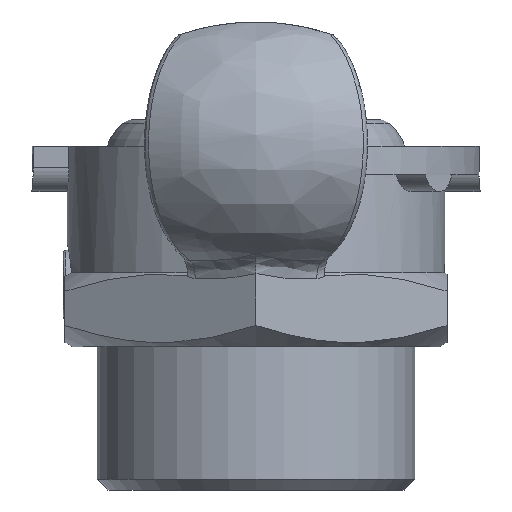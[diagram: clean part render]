
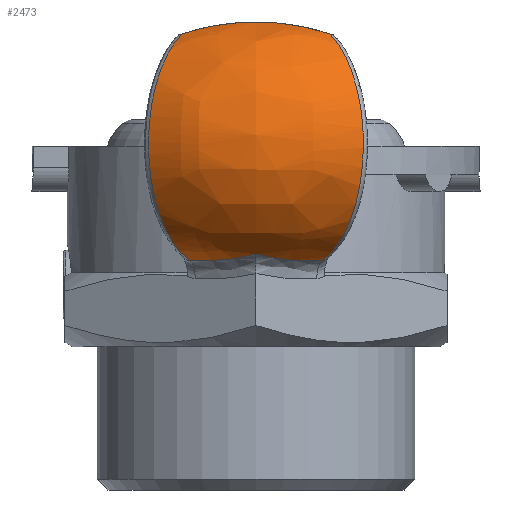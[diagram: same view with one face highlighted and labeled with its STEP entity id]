
A CAD part, left-side view. The second image highlights one B-rep face of the part: STEP entity #2473.
In plain terms, the highlighted free-form (B-spline) face has degree [2, 2] with [5, 3] control points.
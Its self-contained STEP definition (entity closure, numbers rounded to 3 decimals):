
#43=(
BOUNDED_SURFACE()
B_SPLINE_SURFACE(2,2,((#4321,#4322,#4323),(#4324,#4325,#4326),(#4327,#4328,
#4329),(#4330,#4331,#4332),(#4333,#4334,#4335)),.UNSPECIFIED.,.F.,.F.,.F.)
B_SPLINE_SURFACE_WITH_KNOTS((3,2,3),(3,3),(-1.233,0.072,
1.377),(-0.653,0.653),.UNSPECIFIED.)
GEOMETRIC_REPRESENTATION_ITEM()
RATIONAL_B_SPLINE_SURFACE(((1.,0.794,1.),(0.795,
0.631,0.795),(1.,0.794,1.),(0.795,
0.631,0.795),(1.,0.794,1.)))
REPRESENTATION_ITEM('')
SURFACE()
);
#201=FACE_OUTER_BOUND('',#341,.T.);
#341=EDGE_LOOP('',(#1701,#1702,#1703,#1704,#1705,#1706));
#846=B_SPLINE_CURVE_WITH_KNOTS('',3,(#3869,#3870,#3871,#3872),
 .UNSPECIFIED.,.F.,.F.,(4,4),(-0.858,0.),
 .UNSPECIFIED.);
#847=B_SPLINE_CURVE_WITH_KNOTS('',3,(#3896,#3897,#3898,#3899),
 .UNSPECIFIED.,.F.,.F.,(4,4),(0.,0.858),
 .UNSPECIFIED.);
#859=B_SPLINE_CURVE_WITH_KNOTS('',3,(#4090,#4091,#4092,#4093,#4094,#4095,
#4096,#4097),.UNSPECIFIED.,.F.,.F.,(4,1,1,1,1,4),(-3.183,-2.957,
-2.114,-1.271,-0.849,-0.428),
 .UNSPECIFIED.);
#872=B_SPLINE_CURVE_WITH_KNOTS('',3,(#4337,#4338,#4339,#4340,#4341,#4342,
#4343,#4344),.UNSPECIFIED.,.F.,.F.,(4,2,2,4),(4.89,5.083,
5.368,5.653),.UNSPECIFIED.);
#873=B_SPLINE_CURVE_WITH_KNOTS('',3,(#4346,#4347,#4348,#4349,#4350,#4351,
#4352,#4353),.UNSPECIFIED.,.F.,.F.,(4,2,2,4),(5.653,5.937,
6.222,6.415),.UNSPECIFIED.);
#874=B_SPLINE_CURVE_WITH_KNOTS('',3,(#4354,#4355,#4356,#4357,#4358,#4359,
#4360,#4361),.UNSPECIFIED.,.F.,.F.,(4,1,1,1,1,4),(-3.517,-3.095,
-2.252,-1.409,-0.987,-0.762),
 .UNSPECIFIED.);
#970=VERTEX_POINT('',#3850);
#973=VERTEX_POINT('',#3858);
#975=VERTEX_POINT('',#3894);
#982=VERTEX_POINT('',#4073);
#1000=VERTEX_POINT('',#4336);
#1001=VERTEX_POINT('',#4345);
#1240=EDGE_CURVE('',#973,#970,#846,.T.);
#1242=EDGE_CURVE('',#975,#973,#847,.T.);
#1254=EDGE_CURVE('',#982,#975,#859,.T.);
#1279=EDGE_CURVE('',#982,#1000,#872,.T.);
#1280=EDGE_CURVE('',#1000,#1001,#873,.T.);
#1281=EDGE_CURVE('',#970,#1001,#874,.T.);
#1701=ORIENTED_EDGE('',*,*,#1242,.F.);
#1702=ORIENTED_EDGE('',*,*,#1254,.F.);
#1703=ORIENTED_EDGE('',*,*,#1279,.T.);
#1704=ORIENTED_EDGE('',*,*,#1280,.T.);
#1705=ORIENTED_EDGE('',*,*,#1281,.F.);
#1706=ORIENTED_EDGE('',*,*,#1240,.F.);
#2473=ADVANCED_FACE('',(#201),#43,.T.);
#3850=CARTESIAN_POINT('',(-20.598,6.963,-12.212));
#3858=CARTESIAN_POINT('',(-24.483,0.,-11.541));
#3869=CARTESIAN_POINT('Ctrl Pts',(-24.483,0.,
-11.541));
#3870=CARTESIAN_POINT('Ctrl Pts',(-23.28,2.245,-12.165));
#3871=CARTESIAN_POINT('Ctrl Pts',(-21.969,4.646,-12.329));
#3872=CARTESIAN_POINT('Ctrl Pts',(-20.598,6.963,-12.212));
#3894=CARTESIAN_POINT('',(-20.598,-6.963,-12.212));
#3896=CARTESIAN_POINT('Ctrl Pts',(-20.598,-6.963,-12.212));
#3897=CARTESIAN_POINT('Ctrl Pts',(-21.969,-4.646,-12.329));
#3898=CARTESIAN_POINT('Ctrl Pts',(-23.28,-2.245,-12.165));
#3899=CARTESIAN_POINT('Ctrl Pts',(-24.483,0.,
-11.541));
#4073=CARTESIAN_POINT('',(-22.005,-7.776,11.496));
#4090=CARTESIAN_POINT('Ctrl Pts',(-22.006,-7.777,11.498));
#4091=CARTESIAN_POINT('Ctrl Pts',(-22.635,-8.14,11.119));
#4092=CARTESIAN_POINT('Ctrl Pts',(-25.468,-9.772,9.002));
#4093=CARTESIAN_POINT('Ctrl Pts',(-28.808,-11.687,2.685));
#4094=CARTESIAN_POINT('Ctrl Pts',(-27.644,-11.021,-5.37));
#4095=CARTESIAN_POINT('Ctrl Pts',(-24.176,-9.029,-10.135));
#4096=CARTESIAN_POINT('Ctrl Pts',(-21.837,-7.681,-11.694));
#4097=CARTESIAN_POINT('Ctrl Pts',(-20.598,-6.963,-12.212));
#4321=CARTESIAN_POINT('Ctrl Pts',(-20.484,-6.876,-12.264));
#4322=CARTESIAN_POINT('Ctrl Pts',(-25.746,0.,-12.264));
#4323=CARTESIAN_POINT('Ctrl Pts',(-20.484,6.876,-12.264));
#4324=CARTESIAN_POINT('Ctrl Pts',(-27.926,-12.57,-8.968));
#4325=CARTESIAN_POINT('Ctrl Pts',(-37.546,0.,-8.968));
#4326=CARTESIAN_POINT('Ctrl Pts',(-27.926,12.57,-8.968));
#4327=CARTESIAN_POINT('Ctrl Pts',(-27.356,-12.134,0.94));
#4328=CARTESIAN_POINT('Ctrl Pts',(-36.642,0.,0.94));
#4329=CARTESIAN_POINT('Ctrl Pts',(-27.356,12.134,0.94));
#4330=CARTESIAN_POINT('Ctrl Pts',(-26.786,-11.698,10.847));
#4331=CARTESIAN_POINT('Ctrl Pts',(-35.737,0.,10.847));
#4332=CARTESIAN_POINT('Ctrl Pts',(-26.786,11.698,10.847));
#4333=CARTESIAN_POINT('Ctrl Pts',(-19.044,-5.773,12.757));
#4334=CARTESIAN_POINT('Ctrl Pts',(-23.463,0.,12.757));
#4335=CARTESIAN_POINT('Ctrl Pts',(-19.044,5.773,12.757));
#4336=CARTESIAN_POINT('',(-21.,0.,12.757));
#4337=CARTESIAN_POINT('Ctrl Pts',(-22.005,-7.776,11.496));
#4338=CARTESIAN_POINT('Ctrl Pts',(-21.982,-7.132,11.708));
#4339=CARTESIAN_POINT('Ctrl Pts',(-21.924,-6.477,11.896));
#4340=CARTESIAN_POINT('Ctrl Pts',(-21.709,-4.845,12.294));
#4341=CARTESIAN_POINT('Ctrl Pts',(-21.514,-3.863,12.472));
#4342=CARTESIAN_POINT('Ctrl Pts',(-21.152,-1.916,12.703));
#4343=CARTESIAN_POINT('Ctrl Pts',(-21.,-0.949,
12.757));
#4344=CARTESIAN_POINT('Ctrl Pts',(-21.,0.,12.757));
#4345=CARTESIAN_POINT('',(-22.005,7.776,11.496));
#4346=CARTESIAN_POINT('Ctrl Pts',(-21.,0.,12.757));
#4347=CARTESIAN_POINT('Ctrl Pts',(-21.,0.949,12.757));
#4348=CARTESIAN_POINT('Ctrl Pts',(-21.152,1.916,12.703));
#4349=CARTESIAN_POINT('Ctrl Pts',(-21.514,3.863,12.472));
#4350=CARTESIAN_POINT('Ctrl Pts',(-21.709,4.845,12.294));
#4351=CARTESIAN_POINT('Ctrl Pts',(-21.924,6.477,11.896));
#4352=CARTESIAN_POINT('Ctrl Pts',(-21.982,7.132,11.708));
#4353=CARTESIAN_POINT('Ctrl Pts',(-22.005,7.776,11.496));
#4354=CARTESIAN_POINT('Ctrl Pts',(-20.598,6.963,-12.212));
#4355=CARTESIAN_POINT('Ctrl Pts',(-21.837,7.681,-11.694));
#4356=CARTESIAN_POINT('Ctrl Pts',(-25.361,9.711,-9.379));
#4357=CARTESIAN_POINT('Ctrl Pts',(-28.864,11.719,-2.292));
#4358=CARTESIAN_POINT('Ctrl Pts',(-27.514,10.946,5.715));
#4359=CARTESIAN_POINT('Ctrl Pts',(-24.343,9.125,9.827));
#4360=CARTESIAN_POINT('Ctrl Pts',(-22.632,8.138,11.114));
#4361=CARTESIAN_POINT('Ctrl Pts',(-22.004,7.776,11.495));
